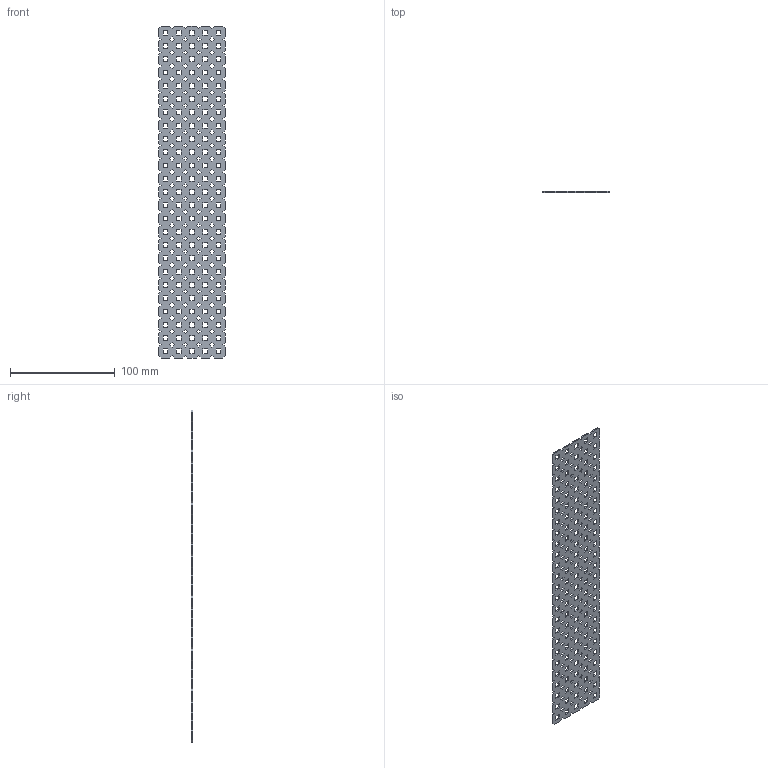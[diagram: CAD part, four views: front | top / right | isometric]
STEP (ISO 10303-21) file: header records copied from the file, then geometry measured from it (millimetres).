
FILE_DESCRIPTION(/* description */ (''),/* implementation_level */ '2;1');
FILE_NAME(/* name */ 'Aluminum Plate 25x5.ipt.step',/* time_stamp */ '2020-04-16T23:04:25-04:00',/* author */ ('Jordan'),/* organization */ (''),/* preprocessor_version */ 'ST-DEVELOPER v17',/* originating_system */ 'Autodesk Inventor 2019',/* authorisation */ '');
FILE_SCHEMA (('AUTOMOTIVE_DESIGN { 1 0 10303 214 3 1 1 }'));
Length unit declared in the file: inch
Products named in the file (1): Aluminum Plate 25x5
Bounding box: 63.5 x 1.17 x 317.5 mm (x, y, z)
Volume: 18915.5 mm3; surface area: 37534.1 mm2
Topology: 1 solids, 1 shells, 1062 faces, 4367 edges, 4369 vertices
Faces by surface type: plane 1062
Entity records: 40819 total; most frequent: CARTESIAN_POINT 8612, ORIENTED_EDGE 6360, DIRECTION 5556, LINE 3180, VECTOR 3180, EDGE_CURVE 3180, VERTEX_POINT 2120, EDGE_LOOP 1504
